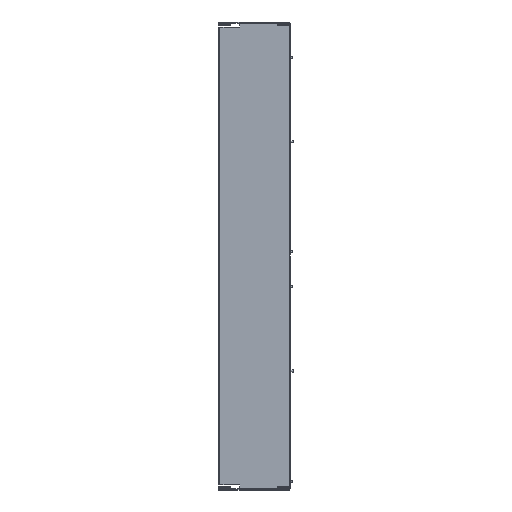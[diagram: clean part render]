
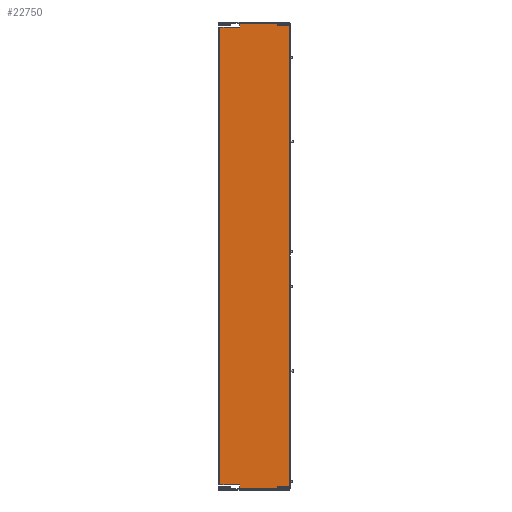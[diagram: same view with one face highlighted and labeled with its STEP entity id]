
A CAD part, left-side view. The second image highlights one B-rep face of the part: STEP entity #22750.
In plain terms, the highlighted planar face has unit normal (-1, 0, 0).
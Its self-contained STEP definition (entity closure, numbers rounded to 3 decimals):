
#25 = CARTESIAN_POINT ( 'NONE',  ( 0., 90.5, 833. ) ) ;
#855 = VECTOR ( 'NONE', #33123, 1000. ) ;
#1275 = CARTESIAN_POINT ( 'NONE',  ( 0., 90.5, 840. ) ) ;
#2246 = CARTESIAN_POINT ( 'NONE',  ( 0., 0., 7. ) ) ;
#2465 = VERTEX_POINT ( 'NONE', #7473 ) ;
#2684 = VERTEX_POINT ( 'NONE', #26221 ) ;
#2773 = DIRECTION ( 'NONE',  ( 0., -1., 0. ) ) ;
#2993 = DIRECTION ( 'NONE',  ( 1., 0., 0. ) ) ;
#4884 = ORIENTED_EDGE ( 'NONE', *, *, #10074, .T. ) ;
#5845 = VECTOR ( 'NONE', #10641, 1000. ) ;
#5991 = VERTEX_POINT ( 'NONE', #1275 ) ;
#7263 = ORIENTED_EDGE ( 'NONE', *, *, #30742, .T. ) ;
#7473 = CARTESIAN_POINT ( 'NONE',  ( 0., 1., 840. ) ) ;
#8488 = DIRECTION ( 'NONE',  ( 0., 1., 0. ) ) ;
#8737 = CARTESIAN_POINT ( 'NONE',  ( 0., 1., 0. ) ) ;
#8838 = EDGE_CURVE ( 'NONE', #2465, #5991, #24002, .T. ) ;
#9250 = ORIENTED_EDGE ( 'NONE', *, *, #20020, .T. ) ;
#9338 = ORIENTED_EDGE ( 'NONE', *, *, #29427, .T. ) ;
#10074 = EDGE_CURVE ( 'NONE', #13895, #20258, #11993, .T. ) ;
#10565 = VECTOR ( 'NONE', #31406, 1000. ) ;
#10641 = DIRECTION ( 'NONE',  ( 0., 0., -1. ) ) ;
#11088 = CARTESIAN_POINT ( 'NONE',  ( 0., 90.5, 7. ) ) ;
#11285 = CARTESIAN_POINT ( 'NONE',  ( 0., 126., 0. ) ) ;
#11364 = VECTOR ( 'NONE', #22791, 1000. ) ;
#11703 = VERTEX_POINT ( 'NONE', #11088 ) ;
#11993 = LINE ( 'NONE', #22143, #855 ) ;
#13000 = ORIENTED_EDGE ( 'NONE', *, *, #32380, .F. ) ;
#13519 = CARTESIAN_POINT ( 'NONE',  ( 0., 0., 840. ) ) ;
#13895 = VERTEX_POINT ( 'NONE', #25 ) ;
#15344 = AXIS2_PLACEMENT_3D ( 'NONE', #21581, #2993, #8488 ) ;
#15480 = CARTESIAN_POINT ( 'NONE',  ( 0., 90.5, 0. ) ) ;
#18070 = LINE ( 'NONE', #15480, #24465 ) ;
#18411 = DIRECTION ( 'NONE',  ( 0., -1., 0. ) ) ;
#19581 = VECTOR ( 'NONE', #2773, 1000. ) ;
#20020 = EDGE_CURVE ( 'NONE', #11703, #27948, #18070, .T. ) ;
#20258 = VERTEX_POINT ( 'NONE', #27494 ) ;
#20861 = CARTESIAN_POINT ( 'NONE',  ( 0., 0., 0. ) ) ;
#21257 = FACE_OUTER_BOUND ( 'NONE', #22815, .T. ) ;
#21455 = LINE ( 'NONE', #11285, #27832 ) ;
#21581 = CARTESIAN_POINT ( 'NONE',  ( 0., 0., 0. ) ) ;
#21792 = DIRECTION ( 'NONE',  ( 0., 0., 1. ) ) ;
#22143 = CARTESIAN_POINT ( 'NONE',  ( 0., 0., 833. ) ) ;
#22750 = ADVANCED_FACE ( 'NONE', ( #21257 ), #31893, .F. ) ;
#22791 = DIRECTION ( 'NONE',  ( 0., 0., -1. ) ) ;
#22815 = EDGE_LOOP ( 'NONE', ( #7263, #4884, #13000, #9338, #9250, #33045, #29515, #27835 ) ) ;
#24002 = LINE ( 'NONE', #13519, #10565 ) ;
#24465 = VECTOR ( 'NONE', #33690, 1000. ) ;
#26058 = LINE ( 'NONE', #33453, #11364 ) ;
#26221 = CARTESIAN_POINT ( 'NONE',  ( 0., 126., 7. ) ) ;
#26353 = LINE ( 'NONE', #20861, #19581 ) ;
#26638 = VECTOR ( 'NONE', #18411, 1000. ) ;
#27136 = LINE ( 'NONE', #29058, #5845 ) ;
#27494 = CARTESIAN_POINT ( 'NONE',  ( 0., 126., 833. ) ) ;
#27832 = VECTOR ( 'NONE', #21792, 1000. ) ;
#27835 = ORIENTED_EDGE ( 'NONE', *, *, #8838, .T. ) ;
#27948 = VERTEX_POINT ( 'NONE', #30835 ) ;
#28566 = LINE ( 'NONE', #2246, #26638 ) ;
#29058 = CARTESIAN_POINT ( 'NONE',  ( 0., 90.5, 0. ) ) ;
#29427 = EDGE_CURVE ( 'NONE', #2684, #11703, #28566, .T. ) ;
#29515 = ORIENTED_EDGE ( 'NONE', *, *, #32747, .F. ) ;
#30204 = EDGE_CURVE ( 'NONE', #27948, #33286, #26353, .T. ) ;
#30742 = EDGE_CURVE ( 'NONE', #5991, #13895, #27136, .T. ) ;
#30835 = CARTESIAN_POINT ( 'NONE',  ( 0., 90.5, 0. ) ) ;
#31406 = DIRECTION ( 'NONE',  ( 0., 1., 0. ) ) ;
#31893 = PLANE ( 'NONE',  #15344 ) ;
#32380 = EDGE_CURVE ( 'NONE', #2684, #20258, #21455, .T. ) ;
#32747 = EDGE_CURVE ( 'NONE', #2465, #33286, #26058, .T. ) ;
#33045 = ORIENTED_EDGE ( 'NONE', *, *, #30204, .T. ) ;
#33123 = DIRECTION ( 'NONE',  ( 0., 1., 0. ) ) ;
#33286 = VERTEX_POINT ( 'NONE', #8737 ) ;
#33453 = CARTESIAN_POINT ( 'NONE',  ( 0., 1., 0. ) ) ;
#33690 = DIRECTION ( 'NONE',  ( 0., 0., -1. ) ) ;
